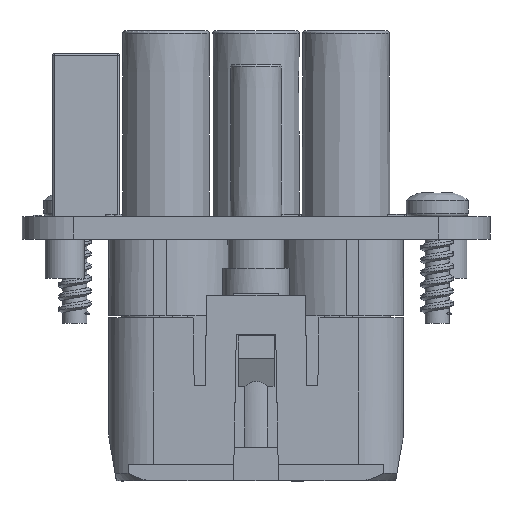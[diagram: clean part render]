
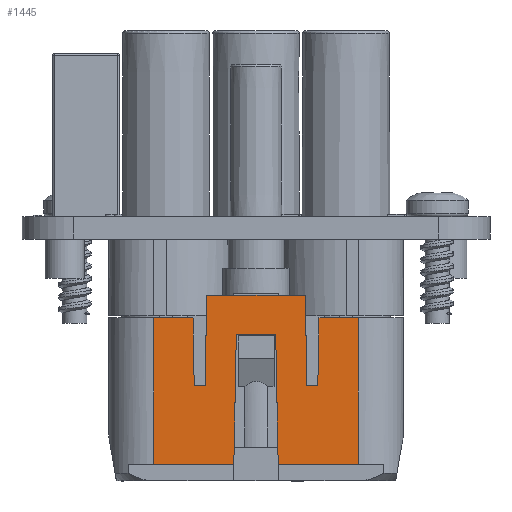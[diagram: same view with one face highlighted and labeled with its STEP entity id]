
A CAD part, front view. The second image highlights one B-rep face of the part: STEP entity #1445.
In plain terms, the highlighted planar face has unit normal (0, -1, 0).
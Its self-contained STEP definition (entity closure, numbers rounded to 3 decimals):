
#1445=ADVANCED_FACE('',(#2692),#2040,.T.);
#2040=PLANE('',#15725);
#2692=FACE_OUTER_BOUND('',#3619,.T.);
#3619=EDGE_LOOP('',(#9510,#9511,#9512,#9513,#9514,#9515,#9516,#9517,#9518,
#9519,#9520,#9521,#9522,#9523,#9524,#9525));
#4783=LINE('',#29567,#6223);
#4790=LINE('',#29602,#6230);
#4794=LINE('',#29616,#6234);
#4799=LINE('',#29626,#6239);
#4826=LINE('',#29679,#6266);
#4827=LINE('',#29681,#6267);
#4828=LINE('',#29683,#6268);
#4829=LINE('',#29685,#6269);
#4830=LINE('',#29687,#6270);
#4831=LINE('',#29689,#6271);
#4832=LINE('',#29691,#6272);
#4833=LINE('',#29693,#6273);
#4834=LINE('',#29695,#6274);
#4835=LINE('',#29696,#6275);
#4836=LINE('',#29697,#6276);
#4837=LINE('',#29698,#6277);
#6223=VECTOR('',#18630,1.);
#6230=VECTOR('',#18659,1.);
#6234=VECTOR('',#18671,1.);
#6239=VECTOR('',#18678,1.);
#6266=VECTOR('',#18713,1.);
#6267=VECTOR('',#18714,1.);
#6268=VECTOR('',#18715,1.);
#6269=VECTOR('',#18716,1.);
#6270=VECTOR('',#18717,1.);
#6271=VECTOR('',#18718,1.);
#6272=VECTOR('',#18719,1.);
#6273=VECTOR('',#18720,1.);
#6274=VECTOR('',#18721,1.);
#6275=VECTOR('',#18722,1.);
#6276=VECTOR('',#18723,1.);
#6277=VECTOR('',#18724,1.);
#9510=ORIENTED_EDGE('',*,*,#13731,.T.);
#9511=ORIENTED_EDGE('',*,*,#13770,.T.);
#9512=ORIENTED_EDGE('',*,*,#13771,.F.);
#9513=ORIENTED_EDGE('',*,*,#13772,.T.);
#9514=ORIENTED_EDGE('',*,*,#13773,.T.);
#9515=ORIENTED_EDGE('',*,*,#13774,.T.);
#9516=ORIENTED_EDGE('',*,*,#13775,.T.);
#9517=ORIENTED_EDGE('',*,*,#13776,.F.);
#9518=ORIENTED_EDGE('',*,*,#13777,.T.);
#9519=ORIENTED_EDGE('',*,*,#13778,.T.);
#9520=ORIENTED_EDGE('',*,*,#13715,.F.);
#9521=ORIENTED_EDGE('',*,*,#13779,.T.);
#9522=ORIENTED_EDGE('',*,*,#13738,.T.);
#9523=ORIENTED_EDGE('',*,*,#13780,.T.);
#9524=ORIENTED_EDGE('',*,*,#13743,.T.);
#9525=ORIENTED_EDGE('',*,*,#13781,.T.);
#11903=VERTEX_POINT('',#29568);
#11904=VERTEX_POINT('',#29569);
#11919=VERTEX_POINT('',#29601);
#11920=VERTEX_POINT('',#29603);
#11925=VERTEX_POINT('',#29615);
#11926=VERTEX_POINT('',#29617);
#11930=VERTEX_POINT('',#29627);
#11931=VERTEX_POINT('',#29628);
#11952=VERTEX_POINT('',#29680);
#11953=VERTEX_POINT('',#29682);
#11954=VERTEX_POINT('',#29684);
#11955=VERTEX_POINT('',#29686);
#11956=VERTEX_POINT('',#29688);
#11957=VERTEX_POINT('',#29690);
#11958=VERTEX_POINT('',#29692);
#11959=VERTEX_POINT('',#29694);
#13715=EDGE_CURVE('',#11903,#11904,#4783,.T.);
#13731=EDGE_CURVE('',#11920,#11919,#4790,.T.);
#13738=EDGE_CURVE('',#11926,#11925,#4794,.T.);
#13743=EDGE_CURVE('',#11930,#11931,#4799,.T.);
#13770=EDGE_CURVE('',#11919,#11952,#4826,.T.);
#13771=EDGE_CURVE('',#11953,#11952,#4827,.T.);
#13772=EDGE_CURVE('',#11953,#11954,#4828,.T.);
#13773=EDGE_CURVE('',#11954,#11955,#4829,.T.);
#13774=EDGE_CURVE('',#11955,#11956,#4830,.T.);
#13775=EDGE_CURVE('',#11956,#11957,#4831,.T.);
#13776=EDGE_CURVE('',#11958,#11957,#4832,.T.);
#13777=EDGE_CURVE('',#11958,#11959,#4833,.T.);
#13778=EDGE_CURVE('',#11959,#11904,#4834,.T.);
#13779=EDGE_CURVE('',#11903,#11926,#4835,.T.);
#13780=EDGE_CURVE('',#11925,#11930,#4836,.T.);
#13781=EDGE_CURVE('',#11931,#11920,#4837,.T.);
#15725=AXIS2_PLACEMENT_3D('',#29699,#18725,#18726);
#18630=DIRECTION('',(0.,0.,1.));
#18659=DIRECTION('',(0.,0.,1.));
#18671=DIRECTION('',(0.019,0.,1.));
#18678=DIRECTION('',(0.019,0.,-1.));
#18713=DIRECTION('',(-1.,0.,0.));
#18714=DIRECTION('',(0.018,0.,1.));
#18715=DIRECTION('',(-1.,0.,0.));
#18716=DIRECTION('',(-0.014,0.,1.));
#18717=DIRECTION('',(-1.,0.,0.));
#18718=DIRECTION('',(-0.014,0.,-1.));
#18719=DIRECTION('',(1.,0.,0.));
#18720=DIRECTION('',(-0.018,0.,1.));
#18721=DIRECTION('',(-1.,0.,0.));
#18722=DIRECTION('',(1.,0.,0.));
#18723=DIRECTION('',(1.,0.,0.));
#18724=DIRECTION('',(1.,0.,0.));
#18725=DIRECTION('',(0.,-1.,0.));
#18726=DIRECTION('',(0.,0.,1.));
#29567=CARTESIAN_POINT('',(-9.1,-10.95,-88.149));
#29568=CARTESIAN_POINT('',(-9.1,-10.95,-42.2));
#29569=CARTESIAN_POINT('',(-9.1,-10.95,-29.2));
#29601=CARTESIAN_POINT('',(9.1,-10.95,-29.2));
#29602=CARTESIAN_POINT('',(9.1,-10.95,-88.149));
#29603=CARTESIAN_POINT('',(9.1,-10.95,-42.2));
#29615=CARTESIAN_POINT('',(-1.751,-10.95,-30.7));
#29616=CARTESIAN_POINT('',(-2.,-10.95,-43.7));
#29617=CARTESIAN_POINT('',(-1.971,-10.95,-42.2));
#29626=CARTESIAN_POINT('',(1.75,-10.95,-30.65));
#29627=CARTESIAN_POINT('',(1.751,-10.95,-30.7));
#29628=CARTESIAN_POINT('',(1.971,-10.95,-42.2));
#29679=CARTESIAN_POINT('',(13.1,-10.95,-29.2));
#29680=CARTESIAN_POINT('',(5.6,-10.95,-29.2));
#29681=CARTESIAN_POINT('',(5.6,-10.95,-29.2));
#29682=CARTESIAN_POINT('',(5.495,-10.95,-35.2));
#29683=CARTESIAN_POINT('',(5.2,-10.95,-35.2));
#29684=CARTESIAN_POINT('',(4.504,-10.95,-35.2));
#29685=CARTESIAN_POINT('',(4.423,-10.95,-29.2));
#29686=CARTESIAN_POINT('',(4.396,-10.95,-27.2));
#29687=CARTESIAN_POINT('',(9.1,-10.95,-27.2));
#29688=CARTESIAN_POINT('',(-4.396,-10.95,-27.2));
#29689=CARTESIAN_POINT('',(-4.5,-10.95,-34.904));
#29690=CARTESIAN_POINT('',(-4.504,-10.95,-35.2));
#29691=CARTESIAN_POINT('',(-5.2,-10.95,-35.2));
#29692=CARTESIAN_POINT('',(-5.495,-10.95,-35.2));
#29693=CARTESIAN_POINT('',(-5.6,-10.95,-29.2));
#29694=CARTESIAN_POINT('',(-5.6,-10.95,-29.2));
#29695=CARTESIAN_POINT('',(-4.423,-10.95,-29.2));
#29696=CARTESIAN_POINT('',(9.1,-10.95,-42.2));
#29697=CARTESIAN_POINT('',(-1.75,-10.95,-30.7));
#29698=CARTESIAN_POINT('',(9.1,-10.95,-42.2));
#29699=CARTESIAN_POINT('',(9.1,-10.95,-88.149));
